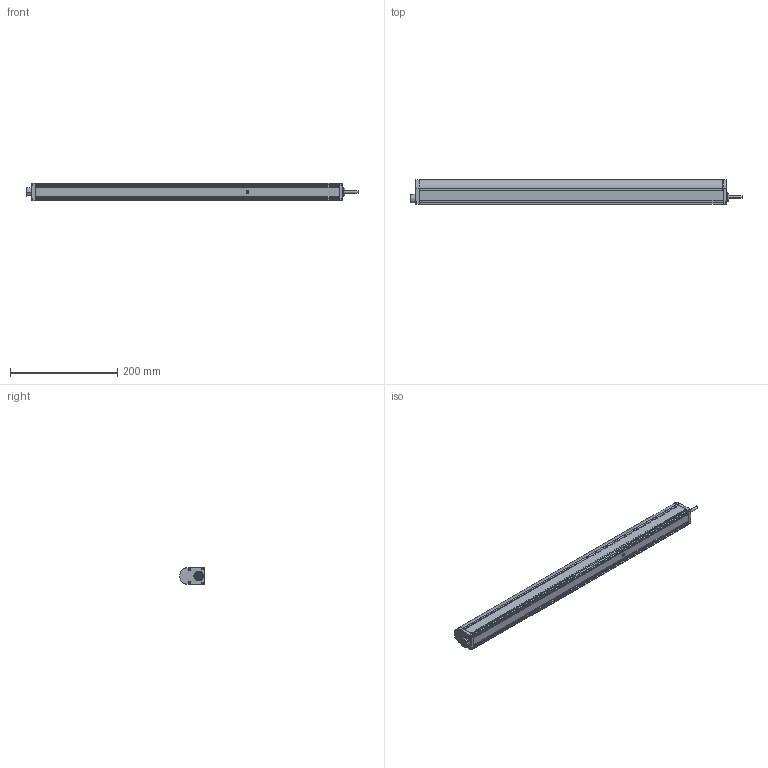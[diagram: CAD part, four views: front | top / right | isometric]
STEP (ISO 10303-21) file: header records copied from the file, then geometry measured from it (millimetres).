
FILE_DESCRIPTION((''),'2;1');
FILE_NAME('221215_ASM','2021-01-22T15:21:48',('PDMAdmin'),('BANNER ENGINEERING'),'CREO PARAMETRIC BY PTC INC, 2019292','CREO PARAMETRIC BY PTC INC, 2019292','');
FILE_SCHEMA(('CONFIG_CONTROL_DESIGN'));
Products named in the file (14): 184179; 175523_169950_ASM; 169945; 171078; 138905; 169957; 145997_HSG; 306-00249; 307-00176; 145997_ASM; 170224; 171081; CABLE_190; 221215_ASM
Assembly tree (23 placements, depth 3):
  221215_ASM
    175523_169950_ASM
      184179
    169945
    171078
    138905  x8
    169957
    145997_ASM
      145997_HSG
      306-00249  x4
      307-00176
    170224
    171081
    CABLE_190
Bounding box: 620.45 x 46 x 32 mm (x, y, z)
Volume: 155513.3 mm3; surface area: 235363.9 mm2
Topology: 21 solids, 21 shells, 1738 faces, 4617 edges, 2964 vertices
Faces by surface type: cylinder 728, plane 536, bspline 254, cone 98, torus 82, sphere 38, extrusion 2
Entity records: 35618 total; most frequent: CARTESIAN_POINT 13966, ORIENTED_EDGE 4520, DIRECTION 4505, EDGE_CURVE 2260, AXIS2_PLACEMENT_3D 1693, VERTEX_POINT 1468, VECTOR 1119, LINE 1117
